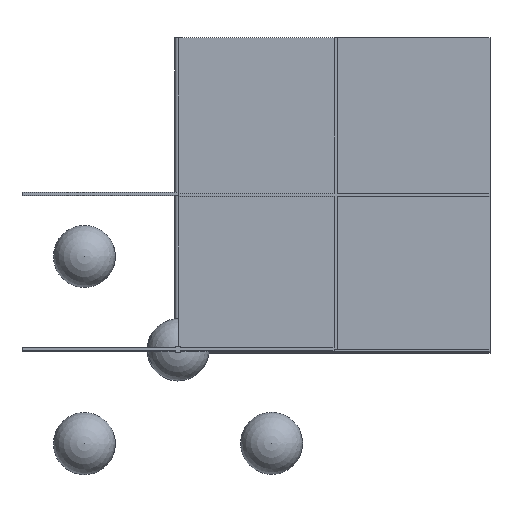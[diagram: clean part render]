
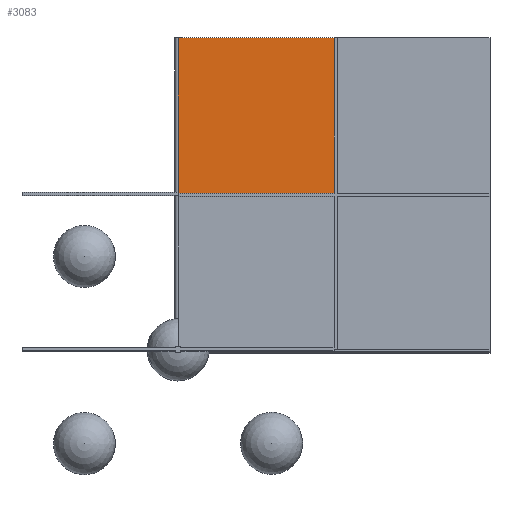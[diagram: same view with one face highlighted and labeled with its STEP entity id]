
A CAD part, top view. The second image highlights one B-rep face of the part: STEP entity #3083.
In plain terms, the highlighted planar face has unit normal (0, 0, 1).
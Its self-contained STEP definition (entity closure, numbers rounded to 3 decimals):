
#78 = PLANE('',#79);
#79 = AXIS2_PLACEMENT_3D('',#80,#81,#82);
#80 = CARTESIAN_POINT('',(5.,5.,5.));
#81 = DIRECTION('',(-0.,-1.,-0.));
#82 = DIRECTION('',(0.,0.,-1.));
#106 = PLANE('',#107);
#107 = AXIS2_PLACEMENT_3D('',#108,#109,#110);
#108 = CARTESIAN_POINT('',(5.,5.,5.));
#109 = DIRECTION('',(1.,0.,0.));
#110 = DIRECTION('',(-0.,0.,1.));
#134 = PLANE('',#135);
#135 = AXIS2_PLACEMENT_3D('',#136,#137,#138);
#136 = CARTESIAN_POINT('',(10.,10.,5.));
#137 = DIRECTION('',(0.,-1.,0.));
#138 = DIRECTION('',(-1.,0.,0.));
#618 = PLANE('',#619);
#619 = AXIS2_PLACEMENT_3D('',#620,#621,#622);
#620 = CARTESIAN_POINT('',(0.,5.,10.));
#621 = DIRECTION('',(1.,0.,0.));
#622 = DIRECTION('',(0.,0.,-1.));
#634 = VERTEX_POINT('',#635);
#635 = CARTESIAN_POINT('',(0.,5.,5.1));
#656 = EDGE_CURVE('',#634,#657,#659,.T.);
#657 = VERTEX_POINT('',#658);
#658 = CARTESIAN_POINT('',(5.,5.,5.1));
#659 = SURFACE_CURVE('',#660,(#664,#670),.PCURVE_S1.);
#660 = LINE('',#661,#662);
#661 = CARTESIAN_POINT('',(5.,5.,5.1));
#662 = VECTOR('',#663,1.);
#663 = DIRECTION('',(1.,0.,0.));
#664 = PCURVE('',#78,#665);
#665 = DEFINITIONAL_REPRESENTATION('',(#666),#669);
#666 = B_SPLINE_CURVE_WITH_KNOTS('',1,(#667,#668),.UNSPECIFIED.,.F.,.F.,
  (2,2),(-5.,0.),.PIECEWISE_BEZIER_KNOTS.);
#667 = CARTESIAN_POINT('',(-0.1,-5.));
#668 = CARTESIAN_POINT('',(-0.1,0.));
#669 = ( GEOMETRIC_REPRESENTATION_CONTEXT(2) 
PARAMETRIC_REPRESENTATION_CONTEXT() REPRESENTATION_CONTEXT('2D SPACE',''
  ) );
#670 = PCURVE('',#671,#676);
#671 = PLANE('',#672);
#672 = AXIS2_PLACEMENT_3D('',#673,#674,#675);
#673 = CARTESIAN_POINT('',(5.,5.,5.1));
#674 = DIRECTION('',(0.,0.,1.));
#675 = DIRECTION('',(1.,0.,-0.));
#676 = DEFINITIONAL_REPRESENTATION('',(#677),#680);
#677 = B_SPLINE_CURVE_WITH_KNOTS('',1,(#678,#679),.UNSPECIFIED.,.F.,.F.,
  (2,2),(-5.,0.),.PIECEWISE_BEZIER_KNOTS.);
#678 = CARTESIAN_POINT('',(-5.,0.));
#679 = CARTESIAN_POINT('',(0.,0.));
#680 = ( GEOMETRIC_REPRESENTATION_CONTEXT(2) 
PARAMETRIC_REPRESENTATION_CONTEXT() REPRESENTATION_CONTEXT('2D SPACE',''
  ) );
#947 = VERTEX_POINT('',#948);
#948 = CARTESIAN_POINT('',(0.,10.,5.1));
#969 = EDGE_CURVE('',#947,#634,#970,.T.);
#970 = SURFACE_CURVE('',#971,(#975,#982),.PCURVE_S1.);
#971 = LINE('',#972,#973);
#972 = CARTESIAN_POINT('',(0.,10.,5.1));
#973 = VECTOR('',#974,1.);
#974 = DIRECTION('',(0.,-1.,0.));
#975 = PCURVE('',#618,#976);
#976 = DEFINITIONAL_REPRESENTATION('',(#977),#981);
#977 = LINE('',#978,#979);
#978 = CARTESIAN_POINT('',(4.9,5.));
#979 = VECTOR('',#980,1.);
#980 = DIRECTION('',(0.,-1.));
#981 = ( GEOMETRIC_REPRESENTATION_CONTEXT(2) 
PARAMETRIC_REPRESENTATION_CONTEXT() REPRESENTATION_CONTEXT('2D SPACE',''
  ) );
#982 = PCURVE('',#671,#983);
#983 = DEFINITIONAL_REPRESENTATION('',(#984),#988);
#984 = LINE('',#985,#986);
#985 = CARTESIAN_POINT('',(-5.,5.));
#986 = VECTOR('',#987,1.);
#987 = DIRECTION('',(0.,-1.));
#988 = ( GEOMETRIC_REPRESENTATION_CONTEXT(2) 
PARAMETRIC_REPRESENTATION_CONTEXT() REPRESENTATION_CONTEXT('2D SPACE',''
  ) );
#2821 = EDGE_CURVE('',#657,#2822,#2824,.T.);
#2822 = VERTEX_POINT('',#2823);
#2823 = CARTESIAN_POINT('',(5.,10.,5.1));
#2824 = SURFACE_CURVE('',#2825,(#2829,#2835),.PCURVE_S1.);
#2825 = LINE('',#2826,#2827);
#2826 = CARTESIAN_POINT('',(5.,5.,5.1));
#2827 = VECTOR('',#2828,1.);
#2828 = DIRECTION('',(0.,1.,0.));
#2829 = PCURVE('',#106,#2830);
#2830 = DEFINITIONAL_REPRESENTATION('',(#2831),#2834);
#2831 = B_SPLINE_CURVE_WITH_KNOTS('',1,(#2832,#2833),.UNSPECIFIED.,.F.,
  .F.,(2,2),(-5.,5.),.PIECEWISE_BEZIER_KNOTS.);
#2832 = CARTESIAN_POINT('',(0.1,5.));
#2833 = CARTESIAN_POINT('',(0.1,-5.));
#2834 = ( GEOMETRIC_REPRESENTATION_CONTEXT(2) 
PARAMETRIC_REPRESENTATION_CONTEXT() REPRESENTATION_CONTEXT('2D SPACE',''
  ) );
#2835 = PCURVE('',#671,#2836);
#2836 = DEFINITIONAL_REPRESENTATION('',(#2837),#2840);
#2837 = B_SPLINE_CURVE_WITH_KNOTS('',1,(#2838,#2839),.UNSPECIFIED.,.F.,
  .F.,(2,2),(-5.,5.),.PIECEWISE_BEZIER_KNOTS.);
#2838 = CARTESIAN_POINT('',(0.,-5.));
#2839 = CARTESIAN_POINT('',(0.,5.));
#2840 = ( GEOMETRIC_REPRESENTATION_CONTEXT(2) 
PARAMETRIC_REPRESENTATION_CONTEXT() REPRESENTATION_CONTEXT('2D SPACE',''
  ) );
#2962 = EDGE_CURVE('',#2822,#947,#2963,.T.);
#2963 = SURFACE_CURVE('',#2964,(#2968,#2975),.PCURVE_S1.);
#2964 = LINE('',#2965,#2966);
#2965 = CARTESIAN_POINT('',(10.,10.,5.1));
#2966 = VECTOR('',#2967,1.);
#2967 = DIRECTION('',(-1.,0.,0.));
#2968 = PCURVE('',#134,#2969);
#2969 = DEFINITIONAL_REPRESENTATION('',(#2970),#2974);
#2970 = LINE('',#2971,#2972);
#2971 = CARTESIAN_POINT('',(0.,-0.1));
#2972 = VECTOR('',#2973,1.);
#2973 = DIRECTION('',(1.,0.));
#2974 = ( GEOMETRIC_REPRESENTATION_CONTEXT(2) 
PARAMETRIC_REPRESENTATION_CONTEXT() REPRESENTATION_CONTEXT('2D SPACE',''
  ) );
#2975 = PCURVE('',#671,#2976);
#2976 = DEFINITIONAL_REPRESENTATION('',(#2977),#2981);
#2977 = LINE('',#2978,#2979);
#2978 = CARTESIAN_POINT('',(5.,5.));
#2979 = VECTOR('',#2980,1.);
#2980 = DIRECTION('',(-1.,0.));
#2981 = ( GEOMETRIC_REPRESENTATION_CONTEXT(2) 
PARAMETRIC_REPRESENTATION_CONTEXT() REPRESENTATION_CONTEXT('2D SPACE',''
  ) );
#3083 = ADVANCED_FACE('',(#3084),#671,.T.);
#3084 = FACE_BOUND('',#3085,.T.);
#3085 = EDGE_LOOP('',(#3086,#3087,#3088,#3089));
#3086 = ORIENTED_EDGE('',*,*,#656,.T.);
#3087 = ORIENTED_EDGE('',*,*,#2821,.T.);
#3088 = ORIENTED_EDGE('',*,*,#2962,.T.);
#3089 = ORIENTED_EDGE('',*,*,#969,.T.);
